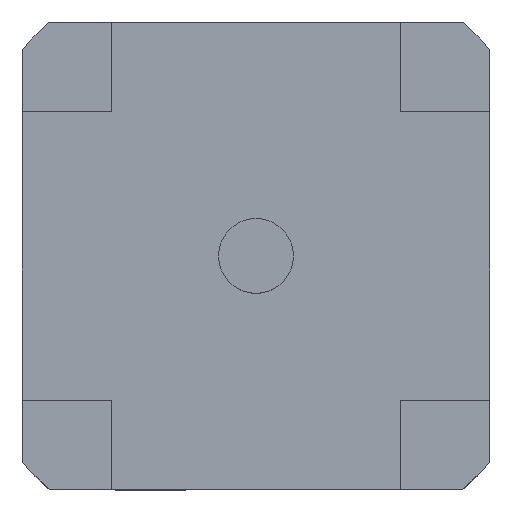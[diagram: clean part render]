
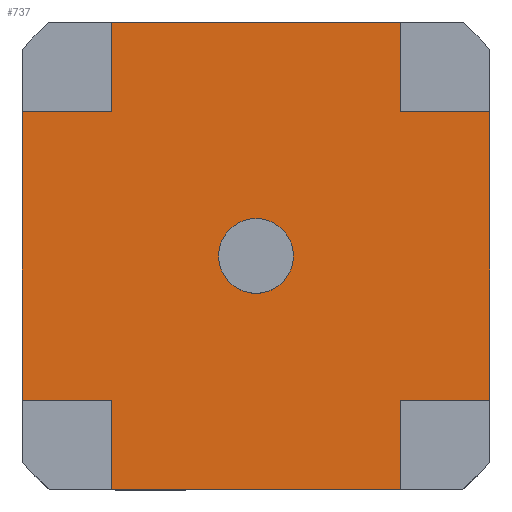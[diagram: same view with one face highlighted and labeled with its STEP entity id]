
A CAD part, top view. The second image highlights one B-rep face of the part: STEP entity #737.
In plain terms, the highlighted planar face has unit normal (0, 0, 1).
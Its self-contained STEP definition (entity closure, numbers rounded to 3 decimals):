
#40 = EDGE_CURVE ( 'NONE', #605, #919, #60, .T. ) ;
#51 = EDGE_CURVE ( 'NONE', #919, #605, #99, .T. ) ;
#60 = CIRCLE ( 'NONE', #1899, 0.48 ) ;
#77 = CARTESIAN_POINT ( 'NONE',  ( -1.85, 4., 0. ) ) ;
#86 = CARTESIAN_POINT ( 'NONE',  ( -1.85, 3., 0. ) ) ;
#99 = CIRCLE ( 'NONE', #1699, 0.48 ) ;
#127 = CARTESIAN_POINT ( 'NONE',  ( 0., 0., 0. ) ) ;
#144 = ORIENTED_EDGE ( 'NONE', *, *, #1763, .T. ) ;
#163 = ORIENTED_EDGE ( 'NONE', *, *, #51, .T. ) ;
#175 = DIRECTION ( 'NONE',  ( -1., 0., 0. ) ) ;
#179 = DIRECTION ( 'NONE',  ( -1., 0., 0. ) ) ;
#207 = CARTESIAN_POINT ( 'NONE',  ( 0.48, 0., 0. ) ) ;
#230 = ORIENTED_EDGE ( 'NONE', *, *, #291, .F. ) ;
#235 = LINE ( 'NONE', #480, #456 ) ;
#236 = LINE ( 'NONE', #384, #1062 ) ;
#243 = ORIENTED_EDGE ( 'NONE', *, *, #1446, .F. ) ;
#247 = VERTEX_POINT ( 'NONE', #968 ) ;
#291 = EDGE_CURVE ( 'NONE', #1092, #247, #1641, .T. ) ;
#345 = ORIENTED_EDGE ( 'NONE', *, *, #1509, .T. ) ;
#355 = EDGE_CURVE ( 'NONE', #683, #801, #235, .T. ) ;
#384 = CARTESIAN_POINT ( 'NONE',  ( 1.85, 4., 0. ) ) ;
#392 = CARTESIAN_POINT ( 'NONE',  ( -1.85, -1.85, 0. ) ) ;
#419 = VECTOR ( 'NONE', #1081, 1000. ) ;
#439 = CARTESIAN_POINT ( 'NONE',  ( 4., -1.85, 0. ) ) ;
#447 = CARTESIAN_POINT ( 'NONE',  ( 4., -1.85, 0. ) ) ;
#456 = VECTOR ( 'NONE', #1052, 1000. ) ;
#474 = LINE ( 'NONE', #439, #2102 ) ;
#480 = CARTESIAN_POINT ( 'NONE',  ( 4., 1.85, 0. ) ) ;
#483 = VERTEX_POINT ( 'NONE', #1518 ) ;
#496 = VERTEX_POINT ( 'NONE', #1314 ) ;
#508 = EDGE_CURVE ( 'NONE', #483, #1492, #2073, .T. ) ;
#581 = VECTOR ( 'NONE', #1976, 1000. ) ;
#605 = VERTEX_POINT ( 'NONE', #207 ) ;
#644 = CARTESIAN_POINT ( 'NONE',  ( 3., 1.85, 0. ) ) ;
#670 = LINE ( 'NONE', #447, #581 ) ;
#683 = VERTEX_POINT ( 'NONE', #1234 ) ;
#737 = ADVANCED_FACE ( 'NONE', ( #1048, #1418 ), #1448, .F. ) ;
#744 = VECTOR ( 'NONE', #2284, 1000. ) ;
#782 = AXIS2_PLACEMENT_3D ( 'NONE', #1817, #2017, #849 ) ;
#801 = VERTEX_POINT ( 'NONE', #1103 ) ;
#815 = EDGE_CURVE ( 'NONE', #2379, #496, #2053, .T. ) ;
#849 = DIRECTION ( 'NONE',  ( 0., -1., 0. ) ) ;
#866 = ORIENTED_EDGE ( 'NONE', *, *, #2177, .T. ) ;
#884 = VERTEX_POINT ( 'NONE', #2246 ) ;
#893 = CARTESIAN_POINT ( 'NONE',  ( 3., 1.85, 0. ) ) ;
#919 = VERTEX_POINT ( 'NONE', #1128 ) ;
#968 = CARTESIAN_POINT ( 'NONE',  ( 3., -1.85, 0. ) ) ;
#986 = CARTESIAN_POINT ( 'NONE',  ( -1.85, 4., 0. ) ) ;
#1026 = CARTESIAN_POINT ( 'NONE',  ( 1.85, 4., 0. ) ) ;
#1036 = LINE ( 'NONE', #1026, #1787 ) ;
#1048 = FACE_BOUND ( 'NONE', #1728, .T. ) ;
#1052 = DIRECTION ( 'NONE',  ( -1., 0., 0. ) ) ;
#1062 = VECTOR ( 'NONE', #1716, 1000. ) ;
#1081 = DIRECTION ( 'NONE',  ( 0., -1., 0. ) ) ;
#1092 = VERTEX_POINT ( 'NONE', #644 ) ;
#1103 = CARTESIAN_POINT ( 'NONE',  ( -3., 1.85, 0. ) ) ;
#1128 = CARTESIAN_POINT ( 'NONE',  ( -0.48, 0., 0. ) ) ;
#1157 = EDGE_CURVE ( 'NONE', #247, #2453, #670, .T. ) ;
#1164 = LINE ( 'NONE', #986, #744 ) ;
#1234 = CARTESIAN_POINT ( 'NONE',  ( -1.85, 1.85, 0. ) ) ;
#1263 = VECTOR ( 'NONE', #179, 1000. ) ;
#1266 = VECTOR ( 'NONE', #2444, 1000. ) ;
#1314 = CARTESIAN_POINT ( 'NONE',  ( 1.85, -3., 0. ) ) ;
#1418 = FACE_OUTER_BOUND ( 'NONE', #2168, .T. ) ;
#1446 = EDGE_CURVE ( 'NONE', #2453, #496, #236, .T. ) ;
#1448 = PLANE ( 'NONE',  #782 ) ;
#1449 = DIRECTION ( 'NONE',  ( 0., 1., 0. ) ) ;
#1492 = VERTEX_POINT ( 'NONE', #86 ) ;
#1494 = DIRECTION ( 'NONE',  ( 0., 0., -1. ) ) ;
#1509 = EDGE_CURVE ( 'NONE', #1492, #683, #1827, .T. ) ;
#1513 = LINE ( 'NONE', #2080, #2419 ) ;
#1518 = CARTESIAN_POINT ( 'NONE',  ( 1.85, 3., 0. ) ) ;
#1608 = CARTESIAN_POINT ( 'NONE',  ( -1.85, -3., 0. ) ) ;
#1615 = DIRECTION ( 'NONE',  ( 0., -1., 0. ) ) ;
#1639 = LINE ( 'NONE', #2402, #2056 ) ;
#1641 = LINE ( 'NONE', #893, #419 ) ;
#1673 = VECTOR ( 'NONE', #1615, 1000. ) ;
#1689 = DIRECTION ( 'NONE',  ( -1., 0., 0. ) ) ;
#1699 = AXIS2_PLACEMENT_3D ( 'NONE', #2232, #2417, #2430 ) ;
#1716 = DIRECTION ( 'NONE',  ( 0., -1., 0. ) ) ;
#1728 = EDGE_LOOP ( 'NONE', ( #163, #2020 ) ) ;
#1763 = EDGE_CURVE ( 'NONE', #1843, #2379, #1164, .T. ) ;
#1787 = VECTOR ( 'NONE', #1977, 1000. ) ;
#1798 = ORIENTED_EDGE ( 'NONE', *, *, #1157, .F. ) ;
#1817 = CARTESIAN_POINT ( 'NONE',  ( 4., 1.85, 0. ) ) ;
#1827 = LINE ( 'NONE', #77, #1673 ) ;
#1843 = VERTEX_POINT ( 'NONE', #392 ) ;
#1853 = CARTESIAN_POINT ( 'NONE',  ( 4., -3., 0. ) ) ;
#1899 = AXIS2_PLACEMENT_3D ( 'NONE', #127, #1494, #1689 ) ;
#1945 = ORIENTED_EDGE ( 'NONE', *, *, #508, .T. ) ;
#1976 = DIRECTION ( 'NONE',  ( -1., 0., 0. ) ) ;
#1977 = DIRECTION ( 'NONE',  ( 0., -1., 0. ) ) ;
#2003 = DIRECTION ( 'NONE',  ( -1., 0., 0. ) ) ;
#2017 = DIRECTION ( 'NONE',  ( 0., 0., -1. ) ) ;
#2020 = ORIENTED_EDGE ( 'NONE', *, *, #40, .T. ) ;
#2032 = CARTESIAN_POINT ( 'NONE',  ( 1.85, -1.85, 0. ) ) ;
#2041 = EDGE_CURVE ( 'NONE', #884, #801, #1639, .T. ) ;
#2053 = LINE ( 'NONE', #1853, #1266 ) ;
#2056 = VECTOR ( 'NONE', #1449, 1000. ) ;
#2073 = LINE ( 'NONE', #2279, #1263 ) ;
#2080 = CARTESIAN_POINT ( 'NONE',  ( 4., 1.85, 0. ) ) ;
#2102 = VECTOR ( 'NONE', #2003, 1000. ) ;
#2159 = ORIENTED_EDGE ( 'NONE', *, *, #355, .T. ) ;
#2168 = EDGE_LOOP ( 'NONE', ( #2459, #2468, #144, #2310, #243, #1798, #230, #866, #2200, #1945, #345, #2159 ) ) ;
#2177 = EDGE_CURVE ( 'NONE', #1092, #2436, #1513, .T. ) ;
#2200 = ORIENTED_EDGE ( 'NONE', *, *, #2334, .F. ) ;
#2204 = CARTESIAN_POINT ( 'NONE',  ( 1.85, 1.85, 0. ) ) ;
#2232 = CARTESIAN_POINT ( 'NONE',  ( 0., 0., 0. ) ) ;
#2246 = CARTESIAN_POINT ( 'NONE',  ( -3., -1.85, 0. ) ) ;
#2279 = CARTESIAN_POINT ( 'NONE',  ( 4., 3., 0. ) ) ;
#2284 = DIRECTION ( 'NONE',  ( 0., -1., 0. ) ) ;
#2310 = ORIENTED_EDGE ( 'NONE', *, *, #815, .T. ) ;
#2334 = EDGE_CURVE ( 'NONE', #483, #2436, #1036, .T. ) ;
#2338 = EDGE_CURVE ( 'NONE', #1843, #884, #474, .T. ) ;
#2379 = VERTEX_POINT ( 'NONE', #1608 ) ;
#2402 = CARTESIAN_POINT ( 'NONE',  ( -3., 1.85, 0. ) ) ;
#2417 = DIRECTION ( 'NONE',  ( 0., 0., -1. ) ) ;
#2419 = VECTOR ( 'NONE', #175, 1000. ) ;
#2430 = DIRECTION ( 'NONE',  ( -1., 0., 0. ) ) ;
#2436 = VERTEX_POINT ( 'NONE', #2204 ) ;
#2444 = DIRECTION ( 'NONE',  ( 1., 0., 0. ) ) ;
#2453 = VERTEX_POINT ( 'NONE', #2032 ) ;
#2459 = ORIENTED_EDGE ( 'NONE', *, *, #2041, .F. ) ;
#2468 = ORIENTED_EDGE ( 'NONE', *, *, #2338, .F. ) ;
